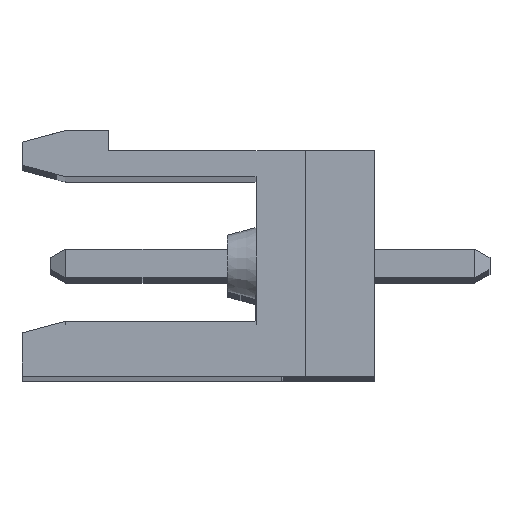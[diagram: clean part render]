
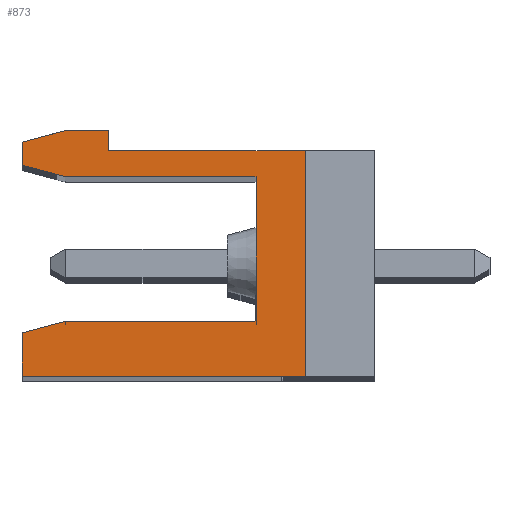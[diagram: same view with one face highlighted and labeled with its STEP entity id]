
A CAD part, top view. The second image highlights one B-rep face of the part: STEP entity #873.
In plain terms, the highlighted planar face has unit normal (0, 0, 1).
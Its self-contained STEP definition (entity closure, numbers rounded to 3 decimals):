
#873 = ADVANCED_FACE( '', ( #2535 ), #2536, .F. );
#2535 = FACE_OUTER_BOUND( '', #5065, .T. );
#2536 = PLANE( '', #5066 );
#5065 = EDGE_LOOP( '', ( #7686, #7687, #7688, #7689, #7690, #7691, #7692, #7693, #7694, #7695, #7696, #7697, #7698 ) );
#5066 = AXIS2_PLACEMENT_3D( '', #7699, #7700, #7701 );
#7686 = ORIENTED_EDGE( '', *, *, #14910, .T. );
#7687 = ORIENTED_EDGE( '', *, *, #14911, .T. );
#7688 = ORIENTED_EDGE( '', *, *, #14912, .F. );
#7689 = ORIENTED_EDGE( '', *, *, #14913, .T. );
#7690 = ORIENTED_EDGE( '', *, *, #14914, .F. );
#7691 = ORIENTED_EDGE( '', *, *, #14915, .F. );
#7692 = ORIENTED_EDGE( '', *, *, #14916, .F. );
#7693 = ORIENTED_EDGE( '', *, *, #14917, .F. );
#7694 = ORIENTED_EDGE( '', *, *, #14918, .F. );
#7695 = ORIENTED_EDGE( '', *, *, #14919, .F. );
#7696 = ORIENTED_EDGE( '', *, *, #14920, .F. );
#7697 = ORIENTED_EDGE( '', *, *, #14921, .F. );
#7698 = ORIENTED_EDGE( '', *, *, #14922, .T. );
#7699 = CARTESIAN_POINT( '', ( 336.953, 140.526, -9.04 ) );
#7700 = DIRECTION( '', ( 0., 0., -1. ) );
#7701 = DIRECTION( '', ( 0., -1., 0. ) );
#14910 = EDGE_CURVE( '', #17816, #17817, #17818, .T. );
#14911 = EDGE_CURVE( '', #17817, #17819, #17820, .T. );
#14912 = EDGE_CURVE( '', #17821, #17819, #17822, .T. );
#14913 = EDGE_CURVE( '', #17821, #17823, #17824, .T. );
#14914 = EDGE_CURVE( '', #17825, #17823, #17826, .T. );
#14915 = EDGE_CURVE( '', #17827, #17825, #17828, .T. );
#14916 = EDGE_CURVE( '', #17829, #17827, #17830, .T. );
#14917 = EDGE_CURVE( '', #17831, #17829, #17832, .T. );
#14918 = EDGE_CURVE( '', #17833, #17831, #17834, .T. );
#14919 = EDGE_CURVE( '', #17835, #17833, #17836, .T. );
#14920 = EDGE_CURVE( '', #17837, #17835, #17838, .T. );
#14921 = EDGE_CURVE( '', #17839, #17837, #17840, .T. );
#14922 = EDGE_CURVE( '', #17839, #17816, #17841, .T. );
#17816 = VERTEX_POINT( '', #22012 );
#17817 = VERTEX_POINT( '', #22013 );
#17818 = LINE( '', #22014, #22015 );
#17819 = VERTEX_POINT( '', #22016 );
#17820 = LINE( '', #22017, #22018 );
#17821 = VERTEX_POINT( '', #22019 );
#17822 = LINE( '', #22020, #22021 );
#17823 = VERTEX_POINT( '', #22022 );
#17824 = LINE( '', #22023, #22024 );
#17825 = VERTEX_POINT( '', #22025 );
#17826 = LINE( '', #22026, #22027 );
#17827 = VERTEX_POINT( '', #22028 );
#17828 = LINE( '', #22029, #22030 );
#17829 = VERTEX_POINT( '', #22031 );
#17830 = LINE( '', #22032, #22033 );
#17831 = VERTEX_POINT( '', #22034 );
#17832 = LINE( '', #22035, #22036 );
#17833 = VERTEX_POINT( '', #22037 );
#17834 = LINE( '', #22038, #22039 );
#17835 = VERTEX_POINT( '', #22040 );
#17836 = LINE( '', #22041, #22042 );
#17837 = VERTEX_POINT( '', #22043 );
#17838 = LINE( '', #22044, #22045 );
#17839 = VERTEX_POINT( '', #22046 );
#17840 = LINE( '', #22047, #22048 );
#17841 = LINE( '', #22049, #22050 );
#22012 = CARTESIAN_POINT( '', ( 335.646, 138.826, -9.04 ) );
#22013 = CARTESIAN_POINT( '', ( 342.253, 138.826, -9.04 ) );
#22014 = CARTESIAN_POINT( '', ( 336.953, 138.826, -9.04 ) );
#22015 = VECTOR( '', #27937, 1000. );
#22016 = CARTESIAN_POINT( '', ( 342.253, 133.826, -9.04 ) );
#22017 = CARTESIAN_POINT( '', ( 342.253, 140.526, -9.04 ) );
#22018 = VECTOR( '', #27938, 1000. );
#22019 = CARTESIAN_POINT( '', ( 335.653, 133.826, -9.04 ) );
#22020 = CARTESIAN_POINT( '', ( 336.953, 133.826, -9.04 ) );
#22021 = VECTOR( '', #27939, 1000. );
#22022 = CARTESIAN_POINT( '', ( 334.153, 133.424, -9.04 ) );
#22023 = CARTESIAN_POINT( '', ( 334.153, 133.424, -9.04 ) );
#22024 = VECTOR( '', #27940, 1000. );
#22025 = CARTESIAN_POINT( '', ( 334.153, 131.926, -9.04 ) );
#22026 = CARTESIAN_POINT( '', ( 334.153, 140.126, -9.04 ) );
#22027 = VECTOR( '', #27941, 1000. );
#22028 = CARTESIAN_POINT( '', ( 343.953, 131.926, -9.04 ) );
#22029 = CARTESIAN_POINT( '', ( 333.953, 131.926, -9.04 ) );
#22030 = VECTOR( '', #27942, 1000. );
#22031 = CARTESIAN_POINT( '', ( 343.953, 139.726, -9.04 ) );
#22032 = CARTESIAN_POINT( '', ( 343.953, 131.926, -9.04 ) );
#22033 = VECTOR( '', #27943, 1000. );
#22034 = CARTESIAN_POINT( '', ( 337.153, 139.726, -9.04 ) );
#22035 = CARTESIAN_POINT( '', ( 343.753, 139.726, -9.04 ) );
#22036 = VECTOR( '', #27944, 1000. );
#22037 = CARTESIAN_POINT( '', ( 337.153, 140.426, -9.04 ) );
#22038 = CARTESIAN_POINT( '', ( 337.153, 140.026, -9.04 ) );
#22039 = VECTOR( '', #27945, 1000. );
#22040 = CARTESIAN_POINT( '', ( 335.646, 140.426, -9.04 ) );
#22041 = CARTESIAN_POINT( '', ( 337.153, 140.426, -9.04 ) );
#22042 = VECTOR( '', #27946, 1000. );
#22043 = CARTESIAN_POINT( '', ( 334.153, 140.026, -9.04 ) );
#22044 = CARTESIAN_POINT( '', ( 335.646, 140.426, -9.04 ) );
#22045 = VECTOR( '', #27947, 1000. );
#22046 = CARTESIAN_POINT( '', ( 334.153, 139.226, -9.04 ) );
#22047 = CARTESIAN_POINT( '', ( 334.153, 140.126, -9.04 ) );
#22048 = VECTOR( '', #27948, 1000. );
#22049 = CARTESIAN_POINT( '', ( 336.44, 138.613, -9.04 ) );
#22050 = VECTOR( '', #27949, 1000. );
#27937 = DIRECTION( '', ( 1., 0., 0. ) );
#27938 = DIRECTION( '', ( 0., -1., 0. ) );
#27939 = DIRECTION( '', ( 1., 0., 0. ) );
#27940 = DIRECTION( '', ( -0.966, -0.259, 0. ) );
#27941 = DIRECTION( '', ( 0., 1., 0. ) );
#27942 = DIRECTION( '', ( -1., 0., 0. ) );
#27943 = DIRECTION( '', ( 0., -1., 0. ) );
#27944 = DIRECTION( '', ( 1., 0., 0. ) );
#27945 = DIRECTION( '', ( 0., -1., 0. ) );
#27946 = DIRECTION( '', ( 1., 0., 0. ) );
#27947 = DIRECTION( '', ( 0.966, 0.259, 0. ) );
#27948 = DIRECTION( '', ( 0., 1., 0. ) );
#27949 = DIRECTION( '', ( 0.966, -0.259, 0. ) );
